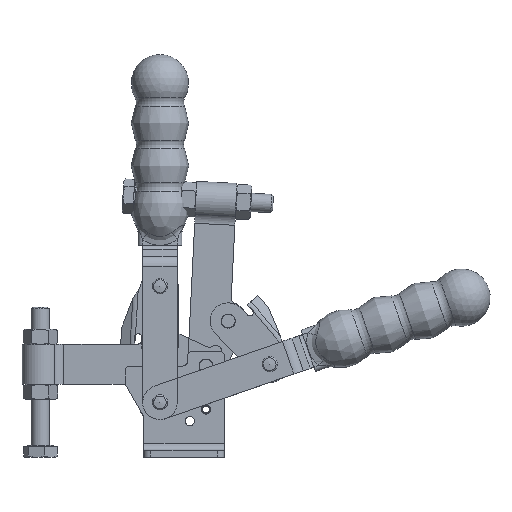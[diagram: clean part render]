
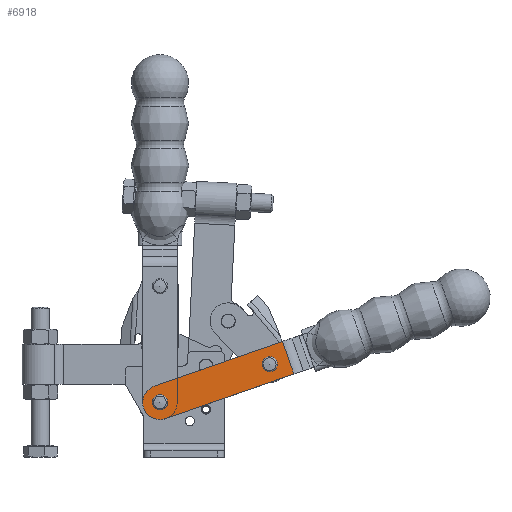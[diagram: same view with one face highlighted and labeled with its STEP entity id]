
A CAD part, top view. The second image highlights one B-rep face of the part: STEP entity #6918.
In plain terms, the highlighted planar face has unit normal (0, 0, 1).
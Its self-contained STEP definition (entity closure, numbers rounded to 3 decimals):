
#410=FACE_BOUND('',#1153,.T.);
#411=FACE_BOUND('',#1154,.T.);
#512=PLANE('',#7661);
#775=FACE_OUTER_BOUND('',#1152,.T.);
#1152=EDGE_LOOP('',(#5694,#5695,#5696,#5697));
#1153=EDGE_LOOP('',(#5698));
#1154=EDGE_LOOP('',(#5699));
#1630=LINE('',#11510,#2149);
#1658=LINE('',#11630,#2177);
#1659=LINE('',#11632,#2178);
#2149=VECTOR('',#8990,10.);
#2177=VECTOR('',#9134,10.);
#2178=VECTOR('',#9135,10.);
#2579=CIRCLE('',#7532,3.);
#2592=CIRCLE('',#7552,3.);
#2654=CIRCLE('',#7662,7.5);
#3149=VERTEX_POINT('',#10924);
#3158=VERTEX_POINT('',#10954);
#3212=VERTEX_POINT('',#11507);
#3213=VERTEX_POINT('',#11509);
#3247=VERTEX_POINT('',#11629);
#3248=VERTEX_POINT('',#11631);
#3966=EDGE_CURVE('',#3149,#3149,#2579,.T.);
#3980=EDGE_CURVE('',#3158,#3158,#2592,.T.);
#4063=EDGE_CURVE('',#3212,#3213,#1630,.T.);
#4120=EDGE_CURVE('',#3212,#3247,#1658,.T.);
#4121=EDGE_CURVE('',#3248,#3247,#1659,.T.);
#4122=EDGE_CURVE('',#3213,#3248,#2654,.T.);
#5694=ORIENTED_EDGE('',*,*,#4120,.T.);
#5695=ORIENTED_EDGE('',*,*,#4121,.F.);
#5696=ORIENTED_EDGE('',*,*,#4122,.F.);
#5697=ORIENTED_EDGE('',*,*,#4063,.F.);
#5698=ORIENTED_EDGE('',*,*,#3966,.T.);
#5699=ORIENTED_EDGE('',*,*,#3980,.T.);
#6918=ADVANCED_FACE('',(#775,#410,#411),#512,.T.);
#7532=AXIS2_PLACEMENT_3D('',#10925,#8813,#8814);
#7552=AXIS2_PLACEMENT_3D('',#10955,#8854,#8855);
#7661=AXIS2_PLACEMENT_3D('',#11628,#9132,#9133);
#7662=AXIS2_PLACEMENT_3D('',#11633,#9136,#9137);
#8813=DIRECTION('center_axis',(0.,0.,
-1.));
#8814=DIRECTION('ref_axis',(1.,0.,0.));
#8854=DIRECTION('center_axis',(0.,0.,
-1.));
#8855=DIRECTION('ref_axis',(1.,0.,0.));
#8990=DIRECTION('',(0.,-1.,0.));
#9132=DIRECTION('center_axis',(0.,0.,
1.));
#9133=DIRECTION('ref_axis',(1.,0.,0.));
#9134=DIRECTION('',(-1.,0.,0.));
#9135=DIRECTION('',(0.,1.,0.));
#9136=DIRECTION('center_axis',(0.,0.,
-1.));
#9137=DIRECTION('ref_axis',(1.,0.,0.));
#10924=CARTESIAN_POINT('',(4.,70.913,18.));
#10925=CARTESIAN_POINT('Origin',(7.,70.913,18.));
#10954=CARTESIAN_POINT('',(4.,20.413,18.));
#10955=CARTESIAN_POINT('Origin',(7.,20.413,18.));
#11507=CARTESIAN_POINT('',(14.5,79.405,18.));
#11509=CARTESIAN_POINT('',(14.5,20.413,18.));
#11510=CARTESIAN_POINT('',(14.5,165.213,18.));
#11628=CARTESIAN_POINT('Origin',(7.,92.813,18.));
#11629=CARTESIAN_POINT('',(-0.5,79.405,18.));
#11630=CARTESIAN_POINT('',(3.25,79.405,18.));
#11631=CARTESIAN_POINT('',(-0.5,20.413,18.));
#11632=CARTESIAN_POINT('',(-0.5,20.413,18.));
#11633=CARTESIAN_POINT('Origin',(7.,20.413,18.));
